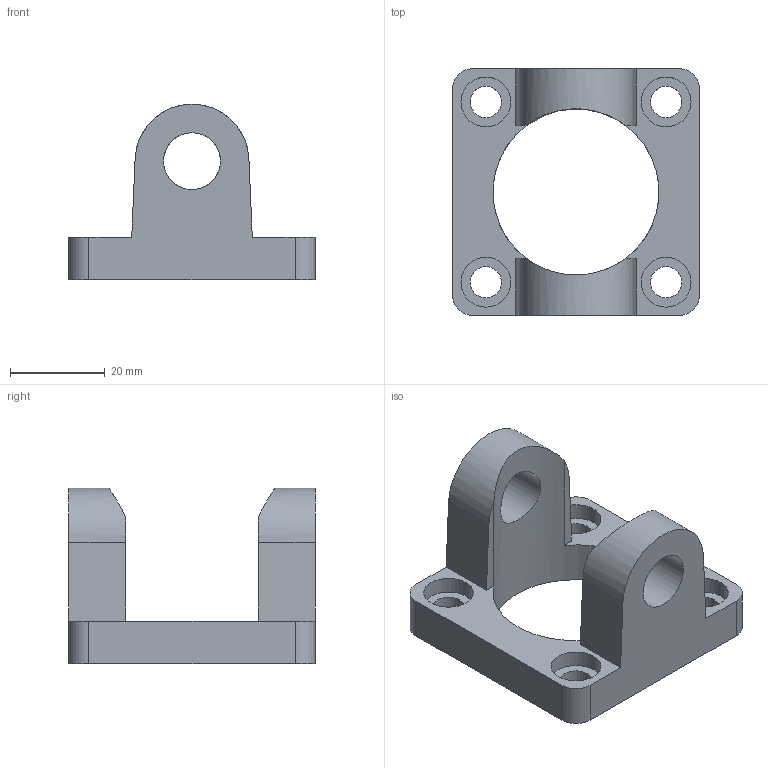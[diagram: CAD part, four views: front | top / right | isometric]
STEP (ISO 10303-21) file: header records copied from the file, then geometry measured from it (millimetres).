
FILE_DESCRIPTION(/* description */ ('Unknown'),/* implementation_level */ '2;1');
FILE_NAME(/* name */ '1380.40.08F',/* time_stamp */ '2018-09-04T11:56:16-04:00',/* author */ ('Unknown'),/* organization */ ('Unknown'),/* preprocessor_version */ 'ST-DEVELOPER v16.7',/* originating_system */ 'DEX',/* authorisation */ $);
FILE_SCHEMA (('AUTOMOTIVE_DESIGN {1 0 10303 214 3 1 1}'));
Length unit declared in the file: millimetre
Products named in the file (1): 1380.40.08F
Bounding box: 52 x 52 x 37 mm (x, y, z)
Volume: 23813.3 mm3; surface area: 10731.7 mm2
Topology: 1 solids, 1 shells, 36 faces, 95 edges, 64 vertices
Faces by surface type: plane 19, cylinder 17
Full cylindrical faces by diameter (mm): 6.6 x4, 10.5 x4, 12 x2, 35 x1
Entity records: 1398 total; most frequent: CARTESIAN_POINT 233, DIRECTION 186, ORIENTED_EDGE 162, EDGE_CURVE 81, AXIS2_PLACEMENT_3D 72, EDGE_LOOP 64, FACE_BOUND 64, VERTEX_POINT 61
